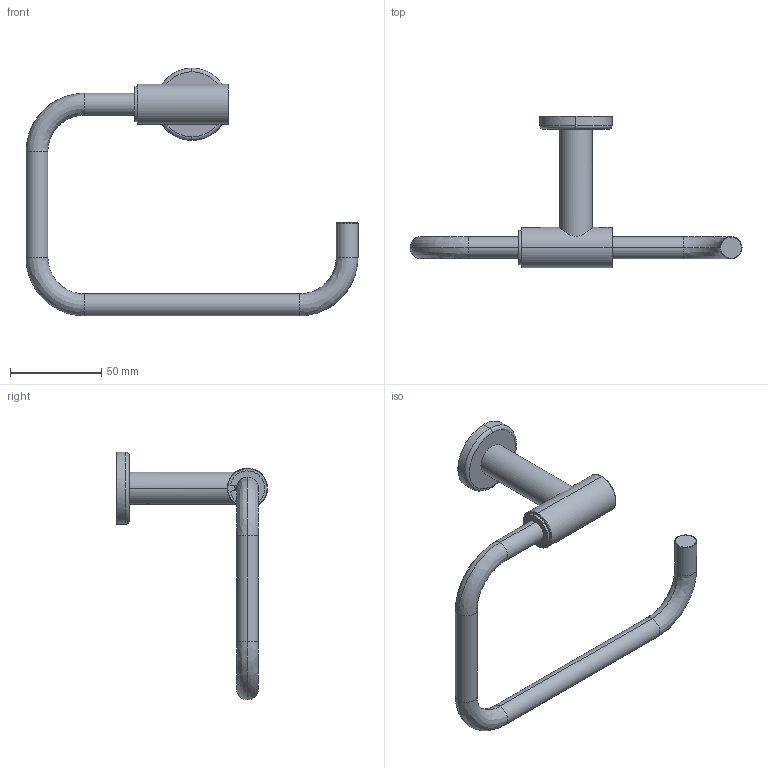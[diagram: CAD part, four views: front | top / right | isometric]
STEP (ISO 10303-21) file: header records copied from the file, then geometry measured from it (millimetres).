
FILE_DESCRIPTION(/* description */ (''),/* implementation_level */ '2;1');
FILE_NAME(/* name */ 'STEP - Mizu Drift Square Guest Towel Holder',/* time_stamp */ '2025-08-11T16:33:59+10:00',/* author */ (''),/* organization */ (''),/* preprocessor_version */ 'ST-DEVELOPER v16.5',/* originating_system */ 'Rhino 7.37',/* authorisation */ '');
FILE_SCHEMA (('AUTOMOTIVE_DESIGN'));
Length unit declared in the file: millimetre
Products named in the file (13): Document; 221560B_Mizu Drift Square Guest Towel Holder; 01560B_ASM_ASM; 01560B_ASM_ASM_1_ASM; 01560B_ASM_STP_ASM_1_ASM; 01500-011599_1; 01500-05_1_2_3_4_5_6_1; 01524-01_1_2_3_4_1; 01560B-01_1; 01560B-02_1; 01560B-03_1; M5-12_1; M5-5_1_2_3_4_5_6_1
Assembly tree (12 placements, depth 6):
  Document
    221560B_Mizu Drift Square Guest Towel Holder
      01560B_ASM_ASM
        01560B_ASM_ASM_1_ASM
          01560B_ASM_STP_ASM_1_ASM
            01500-011599_1
            01500-05_1_2_3_4_5_6_1
            01524-01_1_2_3_4_1
            01560B-01_1
            01560B-02_1
            01560B-03_1
            M5-12_1
            M5-5_1_2_3_4_5_6_1
Bounding box: 182 x 82.76 x 135.8 mm (x, y, z)
Volume: 72911.9 mm3; surface area: 37465.9 mm2
Topology: 8 solids, 8 shells, 168 faces, 422 edges, 276 vertices
Faces by surface type: cylinder 73, bspline 52, plane 43
Entity records: 7222 total; most frequent: CARTESIAN_POINT 4144, ORIENTED_EDGE 830, EDGE_CURVE 415, VERTEX_POINT 276, EDGE_LOOP 197, DIRECTION 182, ADVANCED_FACE 168, FACE_OUTER_BOUND 168
